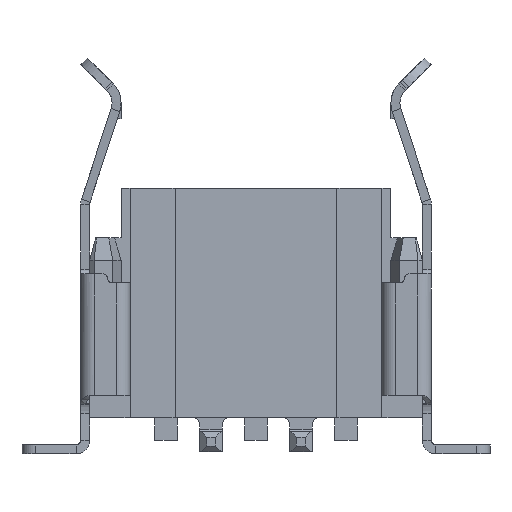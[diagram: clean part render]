
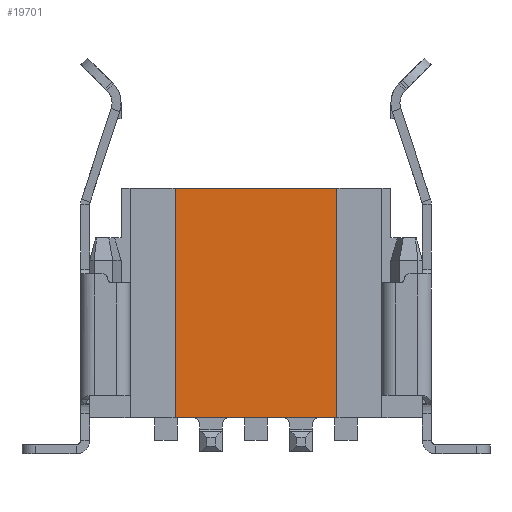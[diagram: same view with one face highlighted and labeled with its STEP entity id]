
A CAD part, front view. The second image highlights one B-rep face of the part: STEP entity #19701.
In plain terms, the highlighted planar face has unit normal (0, -1, 0).
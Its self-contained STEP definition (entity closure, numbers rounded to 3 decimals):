
#16 = FACE_OUTER_BOUND ( 'NONE', #19906, .T. ) ;
#17 = PLANE ( 'NONE',  #121 ) ;
#18 = LINE ( 'NONE', #184, #183 ) ;
#21 = CARTESIAN_POINT ( 'NONE',  ( 2.8, -1.7, 0.5 ) ) ;
#121 = AXIS2_PLACEMENT_3D ( 'NONE', #187, #186, #185 ) ;
#122 = LINE ( 'NONE', #169, #168 ) ;
#152 = DIRECTION ( 'NONE',  ( 1., 0., 0. ) ) ;
#153 = VECTOR ( 'NONE', #152, 1000. ) ;
#154 = CARTESIAN_POINT ( 'NONE',  ( -0.8, -1.7, 5.6 ) ) ;
#155 = LINE ( 'NONE', #154, #153 ) ;
#167 = DIRECTION ( 'NONE',  ( 0., 0., 1. ) ) ;
#168 = VECTOR ( 'NONE', #167, 1000. ) ;
#169 = CARTESIAN_POINT ( 'NONE',  ( 2.8, -1.7, -8.207 ) ) ;
#182 = DIRECTION ( 'NONE',  ( 0., 0., 1. ) ) ;
#183 = VECTOR ( 'NONE', #182, 1000. ) ;
#184 = CARTESIAN_POINT ( 'NONE',  ( -0.8, -1.7, -8.207 ) ) ;
#185 = DIRECTION ( 'NONE',  ( 1., 0., 0. ) ) ;
#186 = DIRECTION ( 'NONE',  ( 0., -1., 0. ) ) ;
#187 = CARTESIAN_POINT ( 'NONE',  ( -0.8, -1.7, -8.207 ) ) ;
#327 = CARTESIAN_POINT ( 'NONE',  ( 2.8, -1.7, 5.6 ) ) ;
#559 = CARTESIAN_POINT ( 'NONE',  ( -0.8, -1.7, 5.6 ) ) ;
#3530 = LINE ( 'NONE', #3584, #3583 ) ;
#3581 = DIRECTION ( 'NONE',  ( -1., 0., 0. ) ) ;
#3583 = VECTOR ( 'NONE', #3581, 1000. ) ;
#3584 = CARTESIAN_POINT ( 'NONE',  ( -0.8, -1.7, 0.5 ) ) ;
#18414 = CARTESIAN_POINT ( 'NONE',  ( -0.8, -1.7, 0.5 ) ) ;
#19444 = VERTEX_POINT ( 'NONE', #18414 ) ;
#19610 = EDGE_CURVE ( 'NONE', #19654, #19444, #3530, .T. ) ;
#19654 = VERTEX_POINT ( 'NONE', #21 ) ;
#19695 = ORIENTED_EDGE ( 'NONE', *, *, #19610, .F. ) ;
#19701 = ADVANCED_FACE ( 'NONE', ( #16 ), #17, .T. ) ;
#19704 = ORIENTED_EDGE ( 'NONE', *, *, #19713, .T. ) ;
#19705 = EDGE_CURVE ( 'NONE', #19444, #19899, #18, .T. ) ;
#19706 = ORIENTED_EDGE ( 'NONE', *, *, #19719, .F. ) ;
#19711 = ORIENTED_EDGE ( 'NONE', *, *, #19705, .F. ) ;
#19713 = EDGE_CURVE ( 'NONE', #19654, #19861, #122, .T. ) ;
#19719 = EDGE_CURVE ( 'NONE', #19899, #19861, #155, .T. ) ;
#19861 = VERTEX_POINT ( 'NONE', #327 ) ;
#19899 = VERTEX_POINT ( 'NONE', #559 ) ;
#19906 = EDGE_LOOP ( 'NONE', ( #19695, #19704, #19706, #19711 ) ) ;
